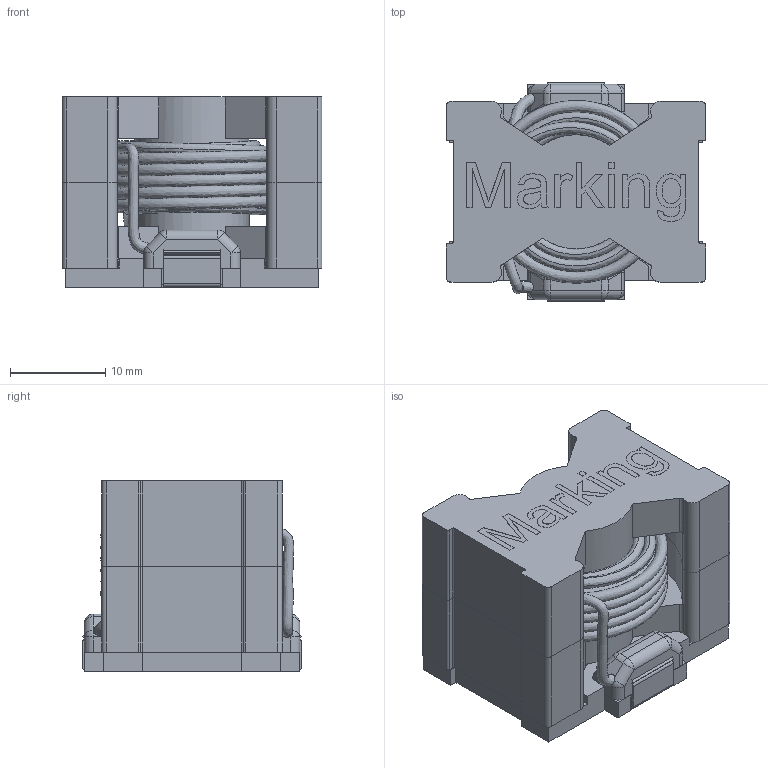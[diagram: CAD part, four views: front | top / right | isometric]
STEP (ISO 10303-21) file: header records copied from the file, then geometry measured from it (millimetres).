
FILE_DESCRIPTION( ( 'Unknown' ), '1' );
FILE_NAME( '74437429203xxx.stp', 'Unknown', ( 'Unknown' ), ( 'Unknown' ), 'PSStep 19.0.9', 'Unknown', ' ' );
FILE_SCHEMA( ( 'AUTOMOTIVE_DESIGN { 1 0 10303 214 1 1 1 1 }' ) );
Length unit declared in the file: millimetre
Products named in the file (18): Assem1; Base; Core; Core-oa0; Contact; Wire; Glue_front; Glue_back
Assembly tree (18 placements, depth 2):
  Assem1
    Base
    Core
    Core-oa0
    Contact  x2
    Wire
    Glue_front
    Glue_front
    Glue_front
    Glue_front
    Glue_front
    Glue_front
    Glue_back
    Glue_back
    Glue_back
    Glue_back
    Glue_back
    Glue_back
Bounding box: 27.3 x 23.1 x 20 mm (x, y, z)
Surface area: 23000.2 mm2
Topology: 18 solids, 18 shells, 761 faces, 2150 edges, 1388 vertices
Faces by surface type: plane 432, cylinder 236, bspline 62, sphere 16, extrusion 15
Full cylindrical faces by diameter (mm): 1.2 x8, 12 x4
Entity records: 44448 total; most frequent: CARTESIAN_POINT 19686, ORIENTED_EDGE 4034, DIRECTION 3755, EDGE_CURVE 2017, VECTOR 1333, LINE 1318, VERTEX_POINT 1314, AXIS2_PLACEMENT_3D 1211
